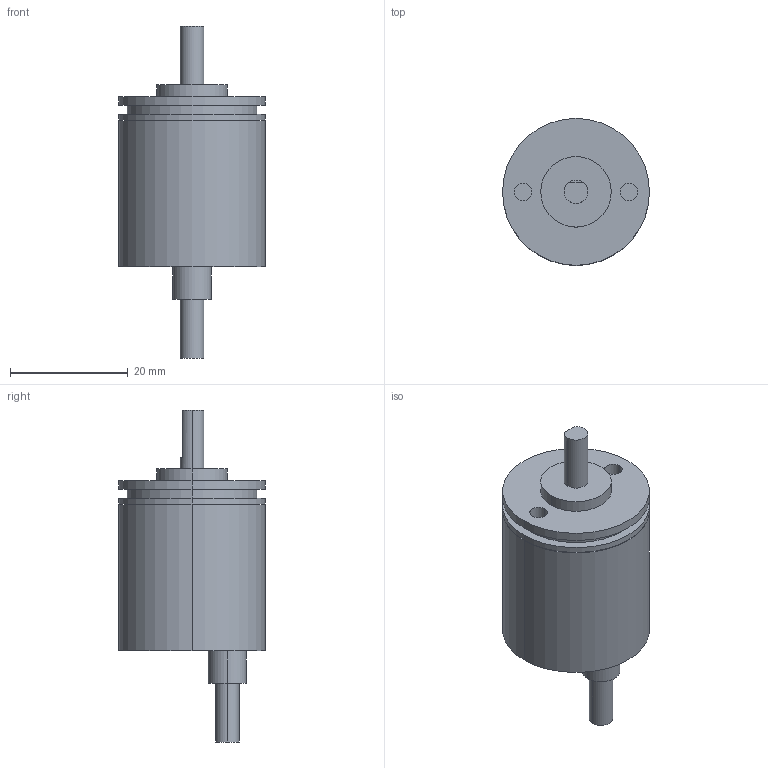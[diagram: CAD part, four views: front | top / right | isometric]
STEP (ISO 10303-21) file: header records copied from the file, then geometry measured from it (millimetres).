
FILE_DESCRIPTION (( 'STEP AP203' ), '1' );
FILE_NAME ('E6A2_CWZ3C.step', '2013-07-18T12:03:48', ( 'OSMC1.0 TAKUMI' ), ( 'TAKUMI-Engniaring' ), 'SwSTEP 2.0', 'SolidWorks 2002025', '' );
FILE_SCHEMA (( 'CONFIG_CONTROL_DESIGN' ));
Length unit declared in the file: millimetre
Products named in the file (1): E6A2_CWZ3C
Bounding box: 25 x 25 x 56.5 mm (x, y, z)
Volume: 14659.9 mm3; surface area: 4130 mm2
Topology: 1 solids, 1 shells, 36 faces, 72 edges, 48 vertices
Faces by surface type: cylinder 22, plane 14
Entity records: 1039 total; most frequent: DIRECTION 192, CARTESIAN_POINT 157, ORIENTED_EDGE 144, AXIS2_PLACEMENT_3D 83, EDGE_CURVE 72, VERTEX_POINT 48, EDGE_LOOP 46, CIRCLE 46
